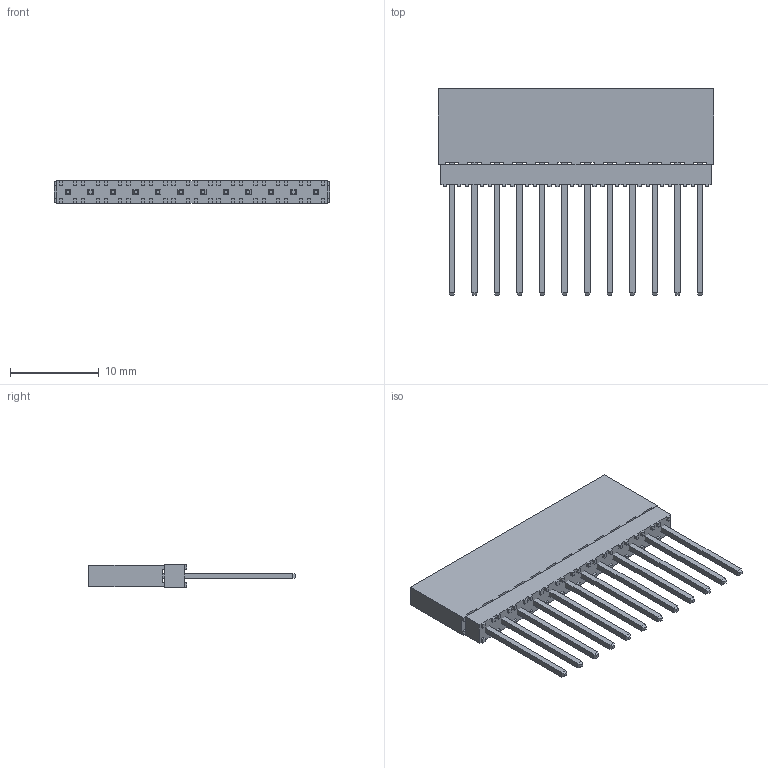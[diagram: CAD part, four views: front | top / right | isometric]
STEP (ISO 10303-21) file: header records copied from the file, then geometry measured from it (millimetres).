
FILE_DESCRIPTION(/* description */ ('STEP AP214'),/* implementation_level */ '2;1');
FILE_NAME(/* name */ 'ESQ-112-14-L-S',/* time_stamp */ '2023-11-15T21:39:08+01:00',/* author */ ('License CC BY-ND 4.0'),/* organization */ ('CADENAS'),/* preprocessor_version */ 'ST-DEVELOPER v19.3',/* originating_system */ 'PARTsolutions',/* authorisation */ ' ');
FILE_SCHEMA (('AUTOMOTIVE_DESIGN {1 0 10303 214 3 1 1}'));
Length unit declared in the file: inch
Products named in the file (5): ESQ-112-14-L-S; ESQ-112-14-G-S-LL_bpins; ESQ-112-14-L-S2_pins; ESQ-112-14-L-S_pins; ESQ-112-14-L-S_socket
Assembly tree (4 placements, depth 2):
  ESQ-112-14-L-S
    ESQ-112-14-G-S-LL_bpins
    ESQ-112-14-L-S2_pins
    ESQ-112-14-L-S_pins
    ESQ-112-14-L-S_socket
Bounding box: 30.99 x 23.24 x 2.54 mm (x, y, z)
Volume: 837.5 mm3; surface area: 2150.9 mm2
Topology: 4 solids, 4 shells, 616 faces, 1668 edges, 1096 vertices
Faces by surface type: plane 604, cylinder 12
Entity records: 19043 total; most frequent: CARTESIAN_POINT 3385, ORIENTED_EDGE 3336, DIRECTION 2934, EDGE_CURVE 1668, LINE 1644, VECTOR 1644, VERTEX_POINT 1096, EDGE_LOOP 652
